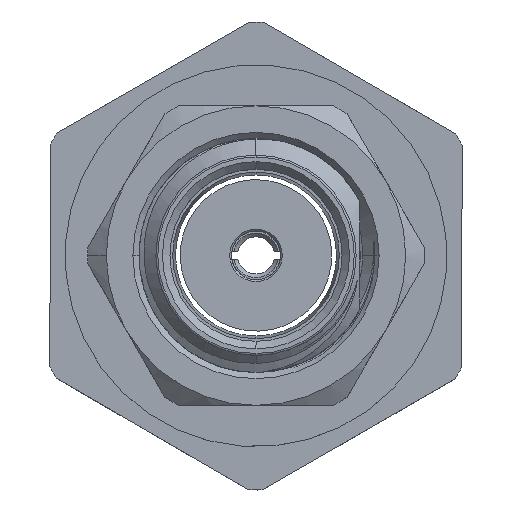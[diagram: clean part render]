
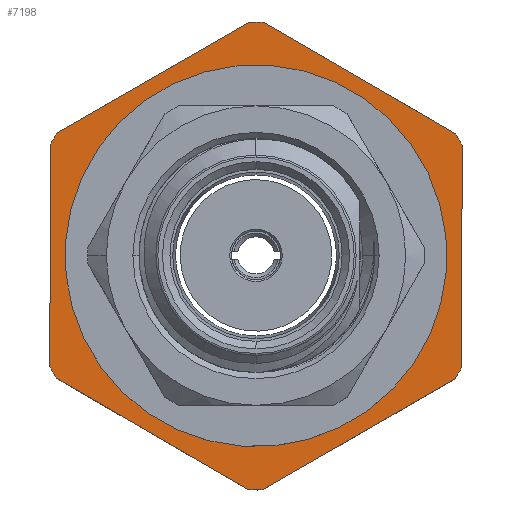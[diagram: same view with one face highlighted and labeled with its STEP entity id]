
A CAD part, top view. The second image highlights one B-rep face of the part: STEP entity #7198.
In plain terms, the highlighted planar face has unit normal (0, 0, 1).
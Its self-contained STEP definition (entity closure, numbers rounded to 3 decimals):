
#11 = VERTEX_POINT ( 'NONE', #13426 ) ;
#74 = VERTEX_POINT ( 'NONE', #6115 ) ;
#874 = EDGE_CURVE ( 'NONE', #14963, #3090, #13113, .T. ) ;
#989 = EDGE_LOOP ( 'NONE', ( #3660, #13602, #3421, #14788, #8594, #4725, #13407, #4760, #10371, #6427, #2387, #15111, #5516 ) ) ;
#1007 = CIRCLE ( 'NONE', #1508, 6.25 ) ;
#1010 = CARTESIAN_POINT ( 'NONE',  ( 0., 0., 9.7 ) ) ;
#1207 = DIRECTION ( 'NONE',  ( 0.003, 1., 0. ) ) ;
#1413 = CIRCLE ( 'NONE', #8860, 6.25 ) ;
#1430 = DIRECTION ( 'NONE',  ( 0., 1., 0. ) ) ;
#1434 = CARTESIAN_POINT ( 'NONE',  ( 0.196, 6.247, 9.7 ) ) ;
#1508 = AXIS2_PLACEMENT_3D ( 'NONE', #15195, #4793, #15563 ) ;
#1694 = CARTESIAN_POINT ( 'NONE',  ( 0., 0., 9.7 ) ) ;
#1753 = CARTESIAN_POINT ( 'NONE',  ( 0., 0., 9.7 ) ) ;
#1876 = DIRECTION ( 'NONE',  ( 0., 1., 0. ) ) ;
#1989 = EDGE_CURVE ( 'NONE', #4409, #9386, #5709, .T. ) ;
#2301 = DIRECTION ( 'NONE',  ( 0., 0., -1. ) ) ;
#2387 = ORIENTED_EDGE ( 'NONE', *, *, #9741, .T. ) ;
#2431 = CIRCLE ( 'NONE', #5758, 6.25 ) ;
#2562 = EDGE_CURVE ( 'NONE', #8508, #7262, #1007, .T. ) ;
#2593 = EDGE_CURVE ( 'NONE', #74, #7262, #10733, .T. ) ;
#2833 = LINE ( 'NONE', #14964, #13230 ) ;
#3090 = VERTEX_POINT ( 'NONE', #7770 ) ;
#3300 = DIRECTION ( 'NONE',  ( 0.867, 0.498, 0. ) ) ;
#3304 = VECTOR ( 'NONE', #7133, 1000. ) ;
#3421 = ORIENTED_EDGE ( 'NONE', *, *, #874, .F. ) ;
#3471 = CIRCLE ( 'NONE', #7856, 6.25 ) ;
#3539 = CARTESIAN_POINT ( 'NONE',  ( 5.513, 4.885, 9.7 ) ) ;
#3563 = DIRECTION ( 'NONE',  ( 0.865, -0.502, 0. ) ) ;
#3579 = DIRECTION ( 'NONE',  ( 0., 0., -1. ) ) ;
#3583 = EDGE_CURVE ( 'NONE', #74, #11150, #9475, .T. ) ;
#3660 = ORIENTED_EDGE ( 'NONE', *, *, #8204, .F. ) ;
#3850 = DIRECTION ( 'NONE',  ( 0., -1., 0. ) ) ;
#3923 = CARTESIAN_POINT ( 'NONE',  ( 0., 0., 9.7 ) ) ;
#4034 = DIRECTION ( 'NONE',  ( 0., 1., 0. ) ) ;
#4102 = AXIS2_PLACEMENT_3D ( 'NONE', #1753, #6417, #1430 ) ;
#4125 = DIRECTION ( 'NONE',  ( -0.867, -0.498, 0. ) ) ;
#4149 = CARTESIAN_POINT ( 'NONE',  ( 0.162, -6.248, 9.7 ) ) ;
#4181 = CARTESIAN_POINT ( 'NONE',  ( 0., 4.9, 9.7 ) ) ;
#4402 = DIRECTION ( 'NONE',  ( 0., 1., 0. ) ) ;
#4409 = VERTEX_POINT ( 'NONE', #14803 ) ;
#4517 = EDGE_CURVE ( 'NONE', #4409, #6067, #3471, .T. ) ;
#4629 = EDGE_LOOP ( 'NONE', ( #10471, #10218 ) ) ;
#4709 = VERTEX_POINT ( 'NONE', #4745 ) ;
#4725 = ORIENTED_EDGE ( 'NONE', *, *, #14569, .T. ) ;
#4735 = PLANE ( 'NONE',  #12949 ) ;
#4745 = CARTESIAN_POINT ( 'NONE',  ( 0., -4.9, 9.7 ) ) ;
#4760 = ORIENTED_EDGE ( 'NONE', *, *, #2593, .T. ) ;
#4784 = DIRECTION ( 'NONE',  ( 0., 1., 0. ) ) ;
#4793 = DIRECTION ( 'NONE',  ( 0., 0., -1. ) ) ;
#5049 = CARTESIAN_POINT ( 'NONE',  ( 0., 0., 9.7 ) ) ;
#5516 = ORIENTED_EDGE ( 'NONE', *, *, #1989, .T. ) ;
#5517 = EDGE_CURVE ( 'NONE', #10583, #4709, #7341, .T. ) ;
#5709 = LINE ( 'NONE', #9328, #15170 ) ;
#5758 = AXIS2_PLACEMENT_3D ( 'NONE', #5049, #8828, #9951 ) ;
#5993 = CARTESIAN_POINT ( 'NONE',  ( 0.634, 5.992, 9.7 ) ) ;
#6067 = VERTEX_POINT ( 'NONE', #6601 ) ;
#6115 = CARTESIAN_POINT ( 'NONE',  ( 5.33, 3.265, 9.7 ) ) ;
#6186 = AXIS2_PLACEMENT_3D ( 'NONE', #1010, #3579, #4784 ) ;
#6277 = AXIS2_PLACEMENT_3D ( 'NONE', #1694, #8846, #4034 ) ;
#6417 = DIRECTION ( 'NONE',  ( 0., 0., -1. ) ) ;
#6427 = ORIENTED_EDGE ( 'NONE', *, *, #9162, .F. ) ;
#6601 = CARTESIAN_POINT ( 'NONE',  ( -5.312, 3.293, 9.7 ) ) ;
#6743 = EDGE_CURVE ( 'NONE', #4709, #10583, #14241, .T. ) ;
#6850 = LINE ( 'NONE', #14398, #11741 ) ;
#6869 = CARTESIAN_POINT ( 'NONE',  ( -5.508, -2.954, 9.7 ) ) ;
#7008 = DIRECTION ( 'NONE',  ( -0.003, -1., 0. ) ) ;
#7133 = DIRECTION ( 'NONE',  ( -0.865, 0.502, 0. ) ) ;
#7157 = FACE_OUTER_BOUND ( 'NONE', #989, .T. ) ;
#7198 = ADVANCED_FACE ( 'NONE', ( #8354, #7157 ), #4735, .T. ) ;
#7262 = VERTEX_POINT ( 'NONE', #1434 ) ;
#7335 = EDGE_CURVE ( 'NONE', #14709, #12705, #2431, .T. ) ;
#7341 = CIRCLE ( 'NONE', #8108, 4.9 ) ;
#7393 = VECTOR ( 'NONE', #1207, 1000. ) ;
#7770 = CARTESIAN_POINT ( 'NONE',  ( -0.196, -6.247, 9.7 ) ) ;
#7856 = AXIS2_PLACEMENT_3D ( 'NONE', #10653, #10209, #9378 ) ;
#8108 = AXIS2_PLACEMENT_3D ( 'NONE', #13313, #2301, #4402 ) ;
#8204 = EDGE_CURVE ( 'NONE', #11, #9386, #1413, .T. ) ;
#8354 = FACE_BOUND ( 'NONE', #4629, .T. ) ;
#8508 = VERTEX_POINT ( 'NONE', #8577 ) ;
#8577 = CARTESIAN_POINT ( 'NONE',  ( 0., 6.25, 9.7 ) ) ;
#8594 = ORIENTED_EDGE ( 'NONE', *, *, #7335, .F. ) ;
#8757 = CARTESIAN_POINT ( 'NONE',  ( 5.492, -2.983, 9.7 ) ) ;
#8828 = DIRECTION ( 'NONE',  ( 0., 0., -1. ) ) ;
#8846 = DIRECTION ( 'NONE',  ( 0., 0., -1. ) ) ;
#8860 = AXIS2_PLACEMENT_3D ( 'NONE', #3923, #8992, #10187 ) ;
#8992 = DIRECTION ( 'NONE',  ( 0., 0., -1. ) ) ;
#9162 = EDGE_CURVE ( 'NONE', #12093, #8508, #14522, .T. ) ;
#9328 = CARTESIAN_POINT ( 'NONE',  ( -5.487, 4.915, 9.7 ) ) ;
#9378 = DIRECTION ( 'NONE',  ( 0., 1., 0. ) ) ;
#9386 = VERTEX_POINT ( 'NONE', #6869 ) ;
#9475 = CIRCLE ( 'NONE', #4102, 6.25 ) ;
#9741 = EDGE_CURVE ( 'NONE', #12093, #6067, #2833, .T. ) ;
#9951 = DIRECTION ( 'NONE',  ( 0., 1., 0. ) ) ;
#10187 = DIRECTION ( 'NONE',  ( 0., 1., 0. ) ) ;
#10209 = DIRECTION ( 'NONE',  ( 0., 0., -1. ) ) ;
#10218 = ORIENTED_EDGE ( 'NONE', *, *, #6743, .T. ) ;
#10371 = ORIENTED_EDGE ( 'NONE', *, *, #2562, .F. ) ;
#10374 = CARTESIAN_POINT ( 'NONE',  ( 5.312, -3.293, 9.7 ) ) ;
#10471 = ORIENTED_EDGE ( 'NONE', *, *, #5517, .T. ) ;
#10583 = VERTEX_POINT ( 'NONE', #15519 ) ;
#10653 = CARTESIAN_POINT ( 'NONE',  ( 0., 0., 9.7 ) ) ;
#10733 = LINE ( 'NONE', #5993, #3304 ) ;
#11150 = VERTEX_POINT ( 'NONE', #14627 ) ;
#11305 = DIRECTION ( 'NONE',  ( 0., 0., 1. ) ) ;
#11741 = VECTOR ( 'NONE', #3300, 1000. ) ;
#12093 = VERTEX_POINT ( 'NONE', #13736 ) ;
#12394 = LINE ( 'NONE', #14577, #14325 ) ;
#12705 = VERTEX_POINT ( 'NONE', #10374 ) ;
#12889 = DIRECTION ( 'NONE',  ( 0., 0., -1. ) ) ;
#12949 = AXIS2_PLACEMENT_3D ( 'NONE', #4181, #11305, #3850 ) ;
#13113 = CIRCLE ( 'NONE', #6186, 6.25 ) ;
#13230 = VECTOR ( 'NONE', #4125, 1000. ) ;
#13313 = CARTESIAN_POINT ( 'NONE',  ( 0., 0., 9.7 ) ) ;
#13407 = ORIENTED_EDGE ( 'NONE', *, *, #3583, .F. ) ;
#13426 = CARTESIAN_POINT ( 'NONE',  ( -5.33, -3.265, 9.7 ) ) ;
#13602 = ORIENTED_EDGE ( 'NONE', *, *, #15451, .T. ) ;
#13736 = CARTESIAN_POINT ( 'NONE',  ( -0.162, 6.248, 9.7 ) ) ;
#13870 = CARTESIAN_POINT ( 'NONE',  ( 0., 0., 9.7 ) ) ;
#14241 = CIRCLE ( 'NONE', #6277, 4.9 ) ;
#14325 = VECTOR ( 'NONE', #3563, 1000. ) ;
#14398 = CARTESIAN_POINT ( 'NONE',  ( 4.852, -3.557, 9.7 ) ) ;
#14522 = CIRCLE ( 'NONE', #14785, 6.25 ) ;
#14569 = EDGE_CURVE ( 'NONE', #14709, #11150, #15751, .T. ) ;
#14577 = CARTESIAN_POINT ( 'NONE',  ( -4.891, -3.519, 9.7 ) ) ;
#14627 = CARTESIAN_POINT ( 'NONE',  ( 5.508, 2.954, 9.7 ) ) ;
#14709 = VERTEX_POINT ( 'NONE', #8757 ) ;
#14785 = AXIS2_PLACEMENT_3D ( 'NONE', #13870, #12889, #1876 ) ;
#14788 = ORIENTED_EDGE ( 'NONE', *, *, #15728, .T. ) ;
#14803 = CARTESIAN_POINT ( 'NONE',  ( -5.492, 2.983, 9.7 ) ) ;
#14963 = VERTEX_POINT ( 'NONE', #4149 ) ;
#14964 = CARTESIAN_POINT ( 'NONE',  ( -0.622, 5.984, 9.7 ) ) ;
#15111 = ORIENTED_EDGE ( 'NONE', *, *, #4517, .F. ) ;
#15170 = VECTOR ( 'NONE', #7008, 1000. ) ;
#15195 = CARTESIAN_POINT ( 'NONE',  ( 0., 0., 9.7 ) ) ;
#15451 = EDGE_CURVE ( 'NONE', #11, #3090, #12394, .T. ) ;
#15519 = CARTESIAN_POINT ( 'NONE',  ( 0., 4.9, 9.7 ) ) ;
#15563 = DIRECTION ( 'NONE',  ( 0., 1., 0. ) ) ;
#15728 = EDGE_CURVE ( 'NONE', #14963, #12705, #6850, .T. ) ;
#15751 = LINE ( 'NONE', #3539, #7393 ) ;
